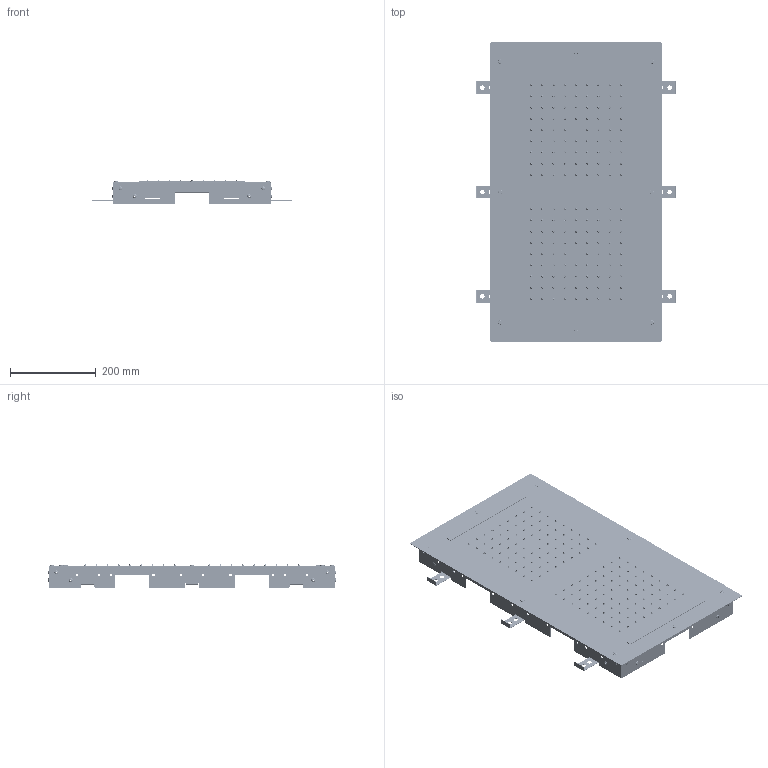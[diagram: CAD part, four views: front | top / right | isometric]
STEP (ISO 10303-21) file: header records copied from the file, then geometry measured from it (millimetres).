
FILE_DESCRIPTION(('STEP AP214'),'1');
FILE_NAME('Art.72141_6.stp','2021-07-26T12:43:58',(' '),(' '),'Spatial InterOp 3D',' ',' ');
FILE_SCHEMA(('AUTOMOTIVE_DESIGN { 1 0 10303 214 1 1 1 1 }'));
Length unit declared in the file: millimetre
Products named in the file (56): Art.72141; ASSEM1; S.00340; S.00180; GrLED; 22752; STRIPS1000RGB; Seg. Guaina; Seg. LED; 22751; S.00420; T.RA141; 22528; 24324; P.00100; 21261; T.RA063; S.00185; S.00104; 22987; S.00317; GrR; 21656; 22985; 22986; 23033
Assembly tree (207 placements, depth 4):
  Art.72141
    ASSEM1
    S.00340  x18
      ASSEM1
      (unnamed)
      (unnamed)
      (unnamed)
      (unnamed)
      S.00340
    S.00180  x14
    GrLED  x2
      S.00180
      S.00340
        ASSEM1
        (unnamed)
        (unnamed)
        (unnamed)
        (unnamed)
        S.00340
      22752
      STRIPS1000RGB
        Seg. Guaina
        Seg. LED
      22751
      S.00420
        ASSEM1
        (unnamed)
        S.00420
    22528  x2
      T.RA141
        ASSEM1
        (unnamed)
        T.RA141
      24324
      P.00100
        ASSEM1
        (unnamed)
        (unnamed)
        P.00100
      21261
    T.RA063  x8
      ASSEM1
      T.RA063
    S.00185  x6
      ASSEM1
      (unnamed)
      (unnamed)
      (unnamed)
      (unnamed)
      (unnamed)
      S.00185
    S.00104  x14
      ASSEM1
      (unnamed)
      S.00104
    22987
    GrR  x4
      S.00317
        ASSEM1
        S.00317
Bounding box: 468 x 700 x 55.3 mm (x, y, z)
Volume: 1132186 mm3; surface area: 1828344.1 mm2
Topology: 286 solids, 286 shells, 7840 faces, 18516 edges, 11785 vertices
Faces by surface type: plane 2750, cylinder 2438, torus 1874, bspline 372, cone 298, sphere 108
Full cylindrical faces by diameter (mm): 0.4 x22, 1.5 x160, 1.7 x160, 2.6 x16, 3 x30, 3.1 x160, 3.3 x178, 4 x22, 4.2 x14, 4.6 x22, 4.8 x16, 5 x348, 5.2 x40, 6 x38, 6.2 x48, 6.9 x14, 7 x8, 8.2 x14, 10 x168, 10.5 x12, 14 x2, 16.4 x2, 17.05 x4, 18.631 x4, 28 x2, 28.2 x2, 30 x2
Entity records: 65851 total; most frequent: CARTESIAN_POINT 9830, DIRECTION 8289, ORIENTED_EDGE 6878, EDGE_CURVE 3439, AXIS2_PLACEMENT_3D 3199, EDGE_LOOP 2632, VERTEX_POINT 2405, LINE 1891
